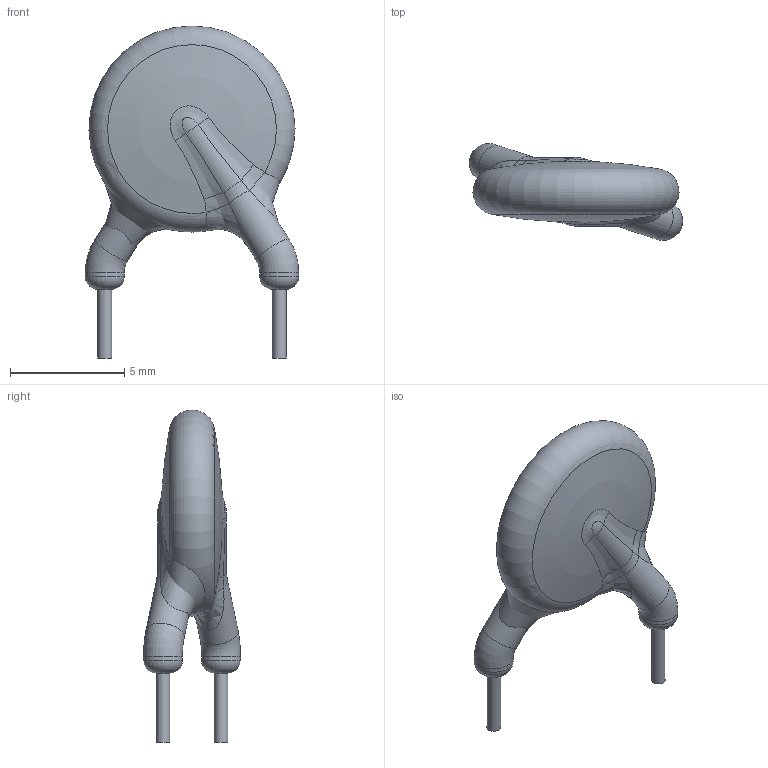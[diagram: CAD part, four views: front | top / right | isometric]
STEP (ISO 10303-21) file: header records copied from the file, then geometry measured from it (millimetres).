
FILE_DESCRIPTION(('STEP AP214'), '1');
FILE_NAME('CAP_DISC_9x3_BL', '', ('UNSPECIFIED'), ('UNSPECIFIED'), 'ASCON STEP Converter 1.3', 'ASCON Math Kernel', '');
FILE_SCHEMA(('AUTOMOTIVE_DESIGN { 1 0 10303 214 3 1 1}'));
Length unit declared in the file: millimetre
Bounding box: 9.32 x 4.24 x 14.5 mm (x, y, z)
Volume: 153.7 mm3; surface area: 217 mm2
Topology: 3 solids, 3 shells, 37 faces, 71 edges, 40 vertices
Faces by surface type: bspline 12, torus 9, cylinder 8, plane 6, sphere 2
Full cylindrical faces by diameter (mm): 0.6 x2, 1.7 x4
Entity records: 3386 total; most frequent: CARTESIAN_POINT 2428, ORIENTED_EDGE 120, DIRECTION 104, EDGE_CURVE 60, AXIS2_PLACEMENT_3D 52, EDGE_LOOP 48, COLOUR_RGB 40, FILL_AREA_STYLE_COLOUR 40
